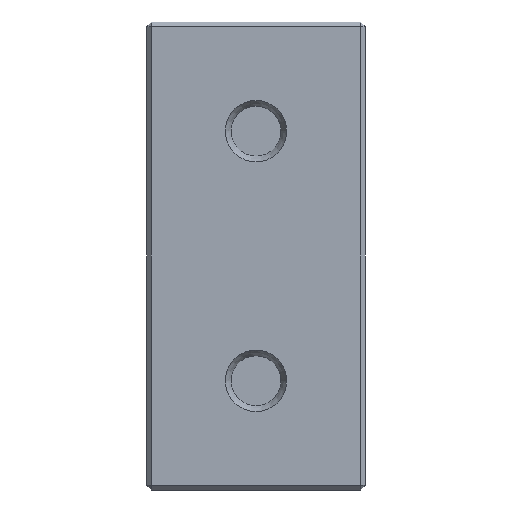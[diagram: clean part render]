
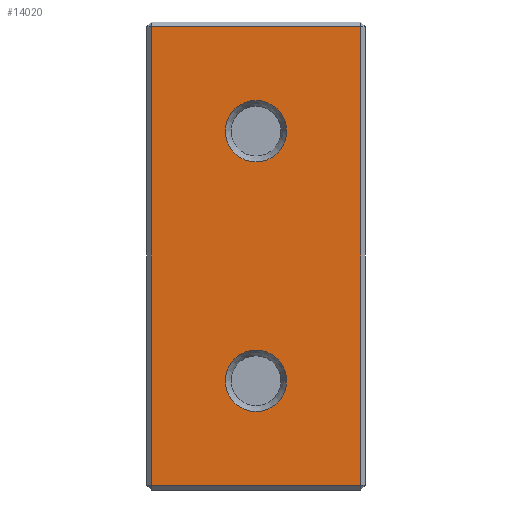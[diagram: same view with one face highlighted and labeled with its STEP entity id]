
A CAD part, front view. The second image highlights one B-rep face of the part: STEP entity #14020.
In plain terms, the highlighted planar face has unit normal (0, -1, 0).
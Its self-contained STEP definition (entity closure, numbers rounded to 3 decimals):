
#442 = PLANE('',#443);
#443 = AXIS2_PLACEMENT_3D('',#444,#445,#446);
#444 = CARTESIAN_POINT('',(-3.5,0.075,0.075));
#445 = DIRECTION('',(0.,-0.707,-0.707));
#446 = DIRECTION('',(-1.,0.,0.));
#776 = PLANE('',#777);
#777 = AXIS2_PLACEMENT_3D('',#778,#779,#780);
#778 = CARTESIAN_POINT('',(-3.5,0.075,14.925));
#779 = DIRECTION('',(0.,0.707,-0.707)
  );
#780 = DIRECTION('',(-1.,0.,0.));
#1266 = VERTEX_POINT('',#1267);
#1267 = CARTESIAN_POINT('',(-3.35,0.,0.15));
#1288 = EDGE_CURVE('',#1266,#1289,#1291,.T.);
#1289 = VERTEX_POINT('',#1290);
#1290 = CARTESIAN_POINT('',(3.35,0.,0.15));
#1291 = SURFACE_CURVE('',#1292,(#1296,#1303),.PCURVE_S1.);
#1292 = LINE('',#1293,#1294);
#1293 = CARTESIAN_POINT('',(-3.5,0.,0.15));
#1294 = VECTOR('',#1295,1.);
#1295 = DIRECTION('',(1.,0.,0.));
#1296 = PCURVE('',#442,#1297);
#1297 = DEFINITIONAL_REPRESENTATION('',(#1298),#1302);
#1298 = LINE('',#1299,#1300);
#1299 = CARTESIAN_POINT('',(0.,-0.106));
#1300 = VECTOR('',#1301,1.);
#1301 = DIRECTION('',(-1.,0.));
#1302 = ( GEOMETRIC_REPRESENTATION_CONTEXT(2) 
PARAMETRIC_REPRESENTATION_CONTEXT() REPRESENTATION_CONTEXT('2D SPACE',''
  ) );
#1303 = PCURVE('',#1304,#1309);
#1304 = PLANE('',#1305);
#1305 = AXIS2_PLACEMENT_3D('',#1306,#1307,#1308);
#1306 = CARTESIAN_POINT('',(-3.5,0.,0.));
#1307 = DIRECTION('',(0.,1.,0.));
#1308 = DIRECTION('',(1.,0.,0.));
#1309 = DEFINITIONAL_REPRESENTATION('',(#1310),#1314);
#1310 = LINE('',#1311,#1312);
#1311 = CARTESIAN_POINT('',(0.,-0.15));
#1312 = VECTOR('',#1313,1.);
#1313 = DIRECTION('',(1.,0.));
#1314 = ( GEOMETRIC_REPRESENTATION_CONTEXT(2) 
PARAMETRIC_REPRESENTATION_CONTEXT() REPRESENTATION_CONTEXT('2D SPACE',''
  ) );
#1744 = VERTEX_POINT('',#1745);
#1745 = CARTESIAN_POINT('',(-3.35,0.,14.85));
#1766 = EDGE_CURVE('',#1744,#1767,#1769,.T.);
#1767 = VERTEX_POINT('',#1768);
#1768 = CARTESIAN_POINT('',(3.35,0.,14.85));
#1769 = SURFACE_CURVE('',#1770,(#1774,#1781),.PCURVE_S1.);
#1770 = LINE('',#1771,#1772);
#1771 = CARTESIAN_POINT('',(-3.5,0.,14.85));
#1772 = VECTOR('',#1773,1.);
#1773 = DIRECTION('',(1.,0.,0.));
#1774 = PCURVE('',#776,#1775);
#1775 = DEFINITIONAL_REPRESENTATION('',(#1776),#1780);
#1776 = LINE('',#1777,#1778);
#1777 = CARTESIAN_POINT('',(0.,-0.106));
#1778 = VECTOR('',#1779,1.);
#1779 = DIRECTION('',(-1.,0.));
#1780 = ( GEOMETRIC_REPRESENTATION_CONTEXT(2) 
PARAMETRIC_REPRESENTATION_CONTEXT() REPRESENTATION_CONTEXT('2D SPACE',''
  ) );
#1781 = PCURVE('',#1304,#1782);
#1782 = DEFINITIONAL_REPRESENTATION('',(#1783),#1787);
#1783 = LINE('',#1784,#1785);
#1784 = CARTESIAN_POINT('',(0.,-14.85));
#1785 = VECTOR('',#1786,1.);
#1786 = DIRECTION('',(1.,0.));
#1787 = ( GEOMETRIC_REPRESENTATION_CONTEXT(2) 
PARAMETRIC_REPRESENTATION_CONTEXT() REPRESENTATION_CONTEXT('2D SPACE',''
  ) );
#1960 = PLANE('',#1961);
#1961 = AXIS2_PLACEMENT_3D('',#1962,#1963,#1964);
#1962 = CARTESIAN_POINT('',(-3.425,0.075,0.));
#1963 = DIRECTION('',(0.707,0.707,0.
    ));
#1964 = DIRECTION('',(0.,0.,1.));
#14020 = ADVANCED_FACE('',(#14021,#14072,#14103),#1304,.F.);
#14021 = FACE_BOUND('',#14022,.F.);
#14022 = EDGE_LOOP('',(#14023,#14044,#14045,#14071));
#14023 = ORIENTED_EDGE('',*,*,#14024,.T.);
#14024 = EDGE_CURVE('',#1266,#1744,#14025,.T.);
#14025 = SURFACE_CURVE('',#14026,(#14030,#14037),.PCURVE_S1.);
#14026 = LINE('',#14027,#14028);
#14027 = CARTESIAN_POINT('',(-3.35,0.,0.));
#14028 = VECTOR('',#14029,1.);
#14029 = DIRECTION('',(0.,0.,1.));
#14030 = PCURVE('',#1304,#14031);
#14031 = DEFINITIONAL_REPRESENTATION('',(#14032),#14036);
#14032 = LINE('',#14033,#14034);
#14033 = CARTESIAN_POINT('',(0.15,0.));
#14034 = VECTOR('',#14035,1.);
#14035 = DIRECTION('',(0.,-1.));
#14036 = ( GEOMETRIC_REPRESENTATION_CONTEXT(2) 
PARAMETRIC_REPRESENTATION_CONTEXT() REPRESENTATION_CONTEXT('2D SPACE',''
  ) );
#14037 = PCURVE('',#1960,#14038);
#14038 = DEFINITIONAL_REPRESENTATION('',(#14039),#14043);
#14039 = LINE('',#14040,#14041);
#14040 = CARTESIAN_POINT('',(0.,0.106));
#14041 = VECTOR('',#14042,1.);
#14042 = DIRECTION('',(1.,0.));
#14043 = ( GEOMETRIC_REPRESENTATION_CONTEXT(2) 
PARAMETRIC_REPRESENTATION_CONTEXT() REPRESENTATION_CONTEXT('2D SPACE',''
  ) );
#14044 = ORIENTED_EDGE('',*,*,#1766,.T.);
#14045 = ORIENTED_EDGE('',*,*,#14046,.F.);
#14046 = EDGE_CURVE('',#1289,#1767,#14047,.T.);
#14047 = SURFACE_CURVE('',#14048,(#14052,#14059),.PCURVE_S1.);
#14048 = LINE('',#14049,#14050);
#14049 = CARTESIAN_POINT('',(3.35,0.,0.));
#14050 = VECTOR('',#14051,1.);
#14051 = DIRECTION('',(0.,0.,1.));
#14052 = PCURVE('',#1304,#14053);
#14053 = DEFINITIONAL_REPRESENTATION('',(#14054),#14058);
#14054 = LINE('',#14055,#14056);
#14055 = CARTESIAN_POINT('',(6.85,0.));
#14056 = VECTOR('',#14057,1.);
#14057 = DIRECTION('',(0.,-1.));
#14058 = ( GEOMETRIC_REPRESENTATION_CONTEXT(2) 
PARAMETRIC_REPRESENTATION_CONTEXT() REPRESENTATION_CONTEXT('2D SPACE',''
  ) );
#14059 = PCURVE('',#14060,#14065);
#14060 = PLANE('',#14061);
#14061 = AXIS2_PLACEMENT_3D('',#14062,#14063,#14064);
#14062 = CARTESIAN_POINT('',(3.425,0.075,0.));
#14063 = DIRECTION('',(0.707,-0.707,
    0.));
#14064 = DIRECTION('',(0.,0.,-1.));
#14065 = DEFINITIONAL_REPRESENTATION('',(#14066),#14070);
#14066 = LINE('',#14067,#14068);
#14067 = CARTESIAN_POINT('',(0.,-0.106));
#14068 = VECTOR('',#14069,1.);
#14069 = DIRECTION('',(-1.,0.));
#14070 = ( GEOMETRIC_REPRESENTATION_CONTEXT(2) 
PARAMETRIC_REPRESENTATION_CONTEXT() REPRESENTATION_CONTEXT('2D SPACE',''
  ) );
#14071 = ORIENTED_EDGE('',*,*,#1288,.F.);
#14072 = FACE_BOUND('',#14073,.F.);
#14073 = EDGE_LOOP('',(#14074));
#14074 = ORIENTED_EDGE('',*,*,#14075,.F.);
#14075 = EDGE_CURVE('',#14076,#14076,#14078,.T.);
#14076 = VERTEX_POINT('',#14077);
#14077 = CARTESIAN_POINT('',(-0.985,0.,11.5));
#14078 = SURFACE_CURVE('',#14079,(#14084,#14091),.PCURVE_S1.);
#14079 = CIRCLE('',#14080,0.985);
#14080 = AXIS2_PLACEMENT_3D('',#14081,#14082,#14083);
#14081 = CARTESIAN_POINT('',(0.,0.,11.5));
#14082 = DIRECTION('',(0.,1.,0.));
#14083 = DIRECTION('',(-1.,0.,0.));
#14084 = PCURVE('',#1304,#14085);
#14085 = DEFINITIONAL_REPRESENTATION('',(#14086),#14090);
#14086 = CIRCLE('',#14087,0.985);
#14087 = AXIS2_PLACEMENT_2D('',#14088,#14089);
#14088 = CARTESIAN_POINT('',(3.5,-11.5));
#14089 = DIRECTION('',(-1.,0.));
#14090 = ( GEOMETRIC_REPRESENTATION_CONTEXT(2) 
PARAMETRIC_REPRESENTATION_CONTEXT() REPRESENTATION_CONTEXT('2D SPACE',''
  ) );
#14091 = PCURVE('',#14092,#14097);
#14092 = CONICAL_SURFACE('',#14093,0.985,0.524);
#14093 = AXIS2_PLACEMENT_3D('',#14094,#14095,#14096);
#14094 = CARTESIAN_POINT('',(0.,0.,11.5));
#14095 = DIRECTION('',(0.,-1.,0.));
#14096 = DIRECTION('',(-1.,0.,0.));
#14097 = DEFINITIONAL_REPRESENTATION('',(#14098),#14102);
#14098 = LINE('',#14099,#14100);
#14099 = CARTESIAN_POINT('',(0.,0.));
#14100 = VECTOR('',#14101,1.);
#14101 = DIRECTION('',(-1.,0.));
#14102 = ( GEOMETRIC_REPRESENTATION_CONTEXT(2) 
PARAMETRIC_REPRESENTATION_CONTEXT() REPRESENTATION_CONTEXT('2D SPACE',''
  ) );
#14103 = FACE_BOUND('',#14104,.F.);
#14104 = EDGE_LOOP('',(#14105));
#14105 = ORIENTED_EDGE('',*,*,#14106,.F.);
#14106 = EDGE_CURVE('',#14107,#14107,#14109,.T.);
#14107 = VERTEX_POINT('',#14108);
#14108 = CARTESIAN_POINT('',(-0.985,0.,3.5));
#14109 = SURFACE_CURVE('',#14110,(#14115,#14122),.PCURVE_S1.);
#14110 = CIRCLE('',#14111,0.985);
#14111 = AXIS2_PLACEMENT_3D('',#14112,#14113,#14114);
#14112 = CARTESIAN_POINT('',(0.,0.,3.5));
#14113 = DIRECTION('',(0.,1.,0.));
#14114 = DIRECTION('',(-1.,0.,0.));
#14115 = PCURVE('',#1304,#14116);
#14116 = DEFINITIONAL_REPRESENTATION('',(#14117),#14121);
#14117 = CIRCLE('',#14118,0.985);
#14118 = AXIS2_PLACEMENT_2D('',#14119,#14120);
#14119 = CARTESIAN_POINT('',(3.5,-3.5));
#14120 = DIRECTION('',(-1.,0.));
#14121 = ( GEOMETRIC_REPRESENTATION_CONTEXT(2) 
PARAMETRIC_REPRESENTATION_CONTEXT() REPRESENTATION_CONTEXT('2D SPACE',''
  ) );
#14122 = PCURVE('',#14123,#14128);
#14123 = CONICAL_SURFACE('',#14124,0.985,0.524);
#14124 = AXIS2_PLACEMENT_3D('',#14125,#14126,#14127);
#14125 = CARTESIAN_POINT('',(0.,0.,3.5));
#14126 = DIRECTION('',(0.,-1.,0.));
#14127 = DIRECTION('',(-1.,0.,0.));
#14128 = DEFINITIONAL_REPRESENTATION('',(#14129),#14133);
#14129 = LINE('',#14130,#14131);
#14130 = CARTESIAN_POINT('',(0.,0.));
#14131 = VECTOR('',#14132,1.);
#14132 = DIRECTION('',(-1.,0.));
#14133 = ( GEOMETRIC_REPRESENTATION_CONTEXT(2) 
PARAMETRIC_REPRESENTATION_CONTEXT() REPRESENTATION_CONTEXT('2D SPACE',''
  ) );
